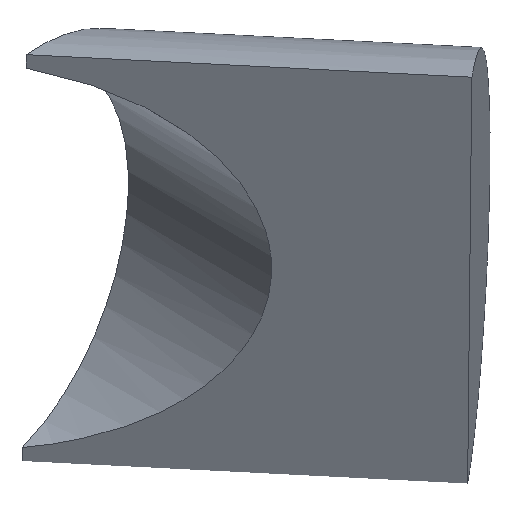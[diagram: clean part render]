
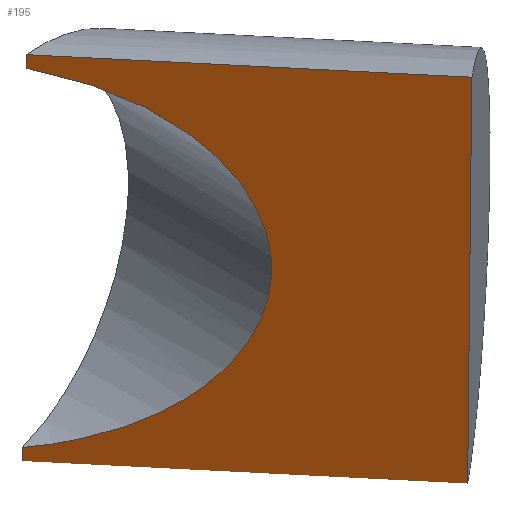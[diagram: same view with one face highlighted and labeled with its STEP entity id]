
A CAD part, isometric view. The second image highlights one B-rep face of the part: STEP entity #195.
In plain terms, the highlighted planar face has unit normal (-0.762, -0.639, 0.102).
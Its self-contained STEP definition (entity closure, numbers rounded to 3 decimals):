
#22 = VERTEX_POINT('',#23);
#23 = CARTESIAN_POINT('',(6363.095,-8164.699,
    818.677));
#41 = VERTEX_POINT('',#42);
#42 = CARTESIAN_POINT('',(6369.612,-8159.23,
    901.323));
#82 = EDGE_CURVE('',#22,#83,#85,.T.);
#83 = VERTEX_POINT('',#84);
#84 = CARTESIAN_POINT('',(6362.863,-8164.894,
    815.734));
#85 = LINE('',#86,#87);
#86 = CARTESIAN_POINT('',(6367.983,-8160.598,
    880.663));
#87 = VECTOR('',#88,1.);
#88 = DIRECTION('',(-0.078,-0.066,
    -0.995));
#109 = VERTEX_POINT('',#110);
#110 = CARTESIAN_POINT('',(6369.845,-8159.036,
    904.266));
#117 = EDGE_CURVE('',#109,#118,#120,.T.);
#118 = VERTEX_POINT('',#119);
#119 = CARTESIAN_POINT('',(6424.712,-8224.425,
    904.266));
#120 = LINE('',#121,#122);
#121 = CARTESIAN_POINT('',(6360.892,-8148.367,
    904.266));
#122 = VECTOR('',#123,1.);
#123 = DIRECTION('',(0.643,-0.766,0.));
#135 = VERTEX_POINT('',#136);
#136 = CARTESIAN_POINT('',(6417.731,-8230.283,
    815.734));
#143 = EDGE_CURVE('',#83,#135,#144,.T.);
#144 = LINE('',#145,#146);
#145 = CARTESIAN_POINT('',(6353.911,-8154.225,
    815.734));
#146 = VECTOR('',#147,1.);
#147 = DIRECTION('',(0.643,-0.766,0.));
#159 = EDGE_CURVE('',#109,#41,#160,.T.);
#160 = LINE('',#161,#162);
#161 = CARTESIAN_POINT('',(6367.983,-8160.598,
    880.663));
#162 = VECTOR('',#163,1.);
#163 = DIRECTION('',(-0.078,-0.066,
    -0.995));
#174 = EDGE_CURVE('',#41,#175,#177,.T.);
#175 = VERTEX_POINT('',#176);
#176 = CARTESIAN_POINT('',(6396.978,-8197.97,
    863.069));
#177 = ELLIPSE('',#178,60.104,42.5);
#178 = AXIS2_PLACEMENT_3D('',#179,#180,#181);
#179 = CARTESIAN_POINT('',(6358.203,-8152.252,
    860.));
#180 = DIRECTION('',(0.762,0.639,-0.102));
#181 = DIRECTION('',(0.643,-0.766,0.)
  );
#183 = EDGE_CURVE('',#175,#22,#184,.T.);
#184 = ELLIPSE('',#185,60.104,42.5);
#185 = AXIS2_PLACEMENT_3D('',#186,#187,#188);
#186 = CARTESIAN_POINT('',(6358.203,-8152.252,
    860.));
#187 = DIRECTION('',(0.762,0.639,-0.102));
#188 = DIRECTION('',(0.643,-0.766,0.)
  );
#195 = ADVANCED_FACE('',(#196),#210,.F.);
#196 = FACE_BOUND('',#197,.F.);
#197 = EDGE_LOOP('',(#198,#199,#200,#201,#207,#208,#209));
#198 = ORIENTED_EDGE('',*,*,#174,.F.);
#199 = ORIENTED_EDGE('',*,*,#159,.F.);
#200 = ORIENTED_EDGE('',*,*,#117,.T.);
#201 = ORIENTED_EDGE('',*,*,#202,.F.);
#202 = EDGE_CURVE('',#135,#118,#203,.T.);
#203 = LINE('',#204,#205);
#204 = CARTESIAN_POINT('',(6421.221,-8227.354,
    860.));
#205 = VECTOR('',#206,1.);
#206 = DIRECTION('',(0.078,0.066,
    0.995));
#207 = ORIENTED_EDGE('',*,*,#143,.F.);
#208 = ORIENTED_EDGE('',*,*,#82,.F.);
#209 = ORIENTED_EDGE('',*,*,#183,.F.);
#210 = PLANE('',#211);
#211 = AXIS2_PLACEMENT_3D('',#212,#213,#214);
#212 = CARTESIAN_POINT('',(6357.402,-8151.296,
    860.));
#213 = DIRECTION('',(0.762,0.639,-0.102));
#214 = DIRECTION('',(-0.643,0.766,0.)
  );
